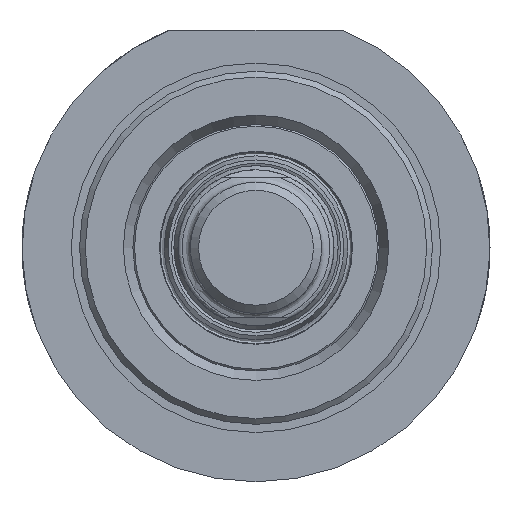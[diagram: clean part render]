
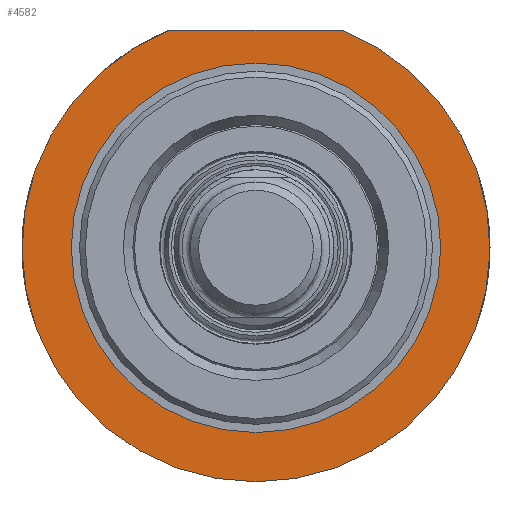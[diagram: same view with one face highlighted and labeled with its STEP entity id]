
A CAD part, front view. The second image highlights one B-rep face of the part: STEP entity #4582.
In plain terms, the highlighted planar face has unit normal (0, -1, 0).
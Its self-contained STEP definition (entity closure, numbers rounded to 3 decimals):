
#3962=CARTESIAN_POINT('',(10.488,-83.25,26.5));
#3963=VERTEX_POINT('',#3962);
#3970=CARTESIAN_POINT('',(-10.488,-83.25,26.5));
#3971=VERTEX_POINT('',#3970);
#3972=CARTESIAN_POINT('',(0.0,-83.25,0.0));
#3973=DIRECTION('',(0.0,1.0,0.0));
#3974=DIRECTION('',(-0.368,0.0,0.93));
#3975=AXIS2_PLACEMENT_3D('',#3972,#3973,#3974);
#3976=CIRCLE('',#3975,28.5);
#3977=EDGE_CURVE('',#3963,#3971,#3976,.T.);
#4377=CARTESIAN_POINT('',(-10.488,-83.25,26.5));
#4378=DIRECTION('',(1.0,0.0,0.0));
#4379=VECTOR('',#4378,20.976);
#4380=LINE('',#4377,#4379);
#4381=EDGE_CURVE('',#3971,#3963,#4380,.T.);
#4542=CARTESIAN_POINT('',(0.0,-83.25,22.5));
#4543=VERTEX_POINT('',#4542);
#4544=CARTESIAN_POINT('',(0.0,-83.25,0.0));
#4545=DIRECTION('',(0.0,1.0,0.0));
#4546=DIRECTION('',(0.0,0.0,1.0));
#4547=AXIS2_PLACEMENT_3D('',#4544,#4545,#4546);
#4548=CIRCLE('',#4547,22.5);
#4549=EDGE_CURVE('',#4543,#4543,#4548,.T.);
#4570=CARTESIAN_POINT('',(0.,-83.25,2.273));
#4571=DIRECTION('',(0.0,-1.0,0.0));
#4572=DIRECTION('',(0.0,0.0,-1.0));
#4573=AXIS2_PLACEMENT_3D('',#4570,#4571,#4572);
#4574=PLANE('',#4573);
#4575=ORIENTED_EDGE('',*,*,#4381,.F.);
#4576=ORIENTED_EDGE('',*,*,#3977,.F.);
#4577=EDGE_LOOP('',(#4575,#4576));
#4578=FACE_OUTER_BOUND('',#4577,.T.);
#4579=ORIENTED_EDGE('',*,*,#4549,.T.);
#4580=EDGE_LOOP('',(#4579));
#4581=FACE_BOUND('',#4580,.T.);
#4582=ADVANCED_FACE('',(#4578,#4581),#4574,.T.);
